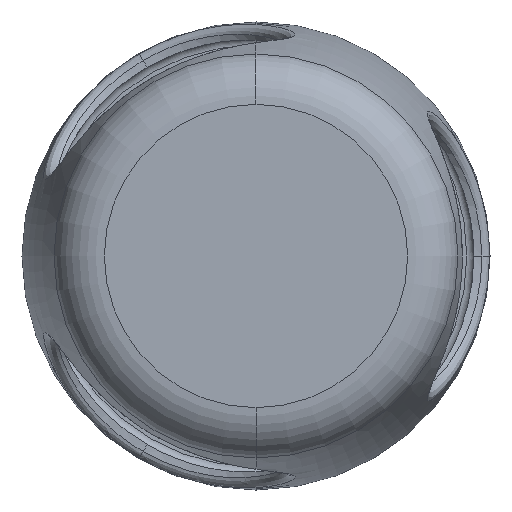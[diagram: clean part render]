
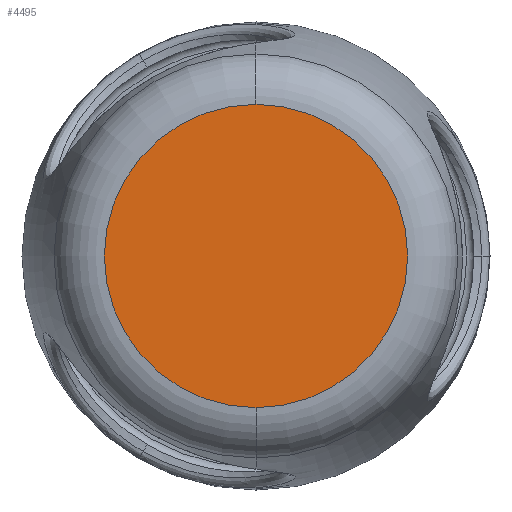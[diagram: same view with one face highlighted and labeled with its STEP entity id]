
A CAD part, left-side view. The second image highlights one B-rep face of the part: STEP entity #4495.
In plain terms, the highlighted face is planar.
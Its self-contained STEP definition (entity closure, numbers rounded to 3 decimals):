
#1007 = CARTESIAN_POINT ( 'NONE',  ( -84., -29.483, 0. ) ) ;
#1364 = CARTESIAN_POINT ( 'NONE',  ( -84., 0., 29.483 ) ) ;
#1408 = CIRCLE ( 'NONE', #8123, 29.483 ) ;
#1475 = AXIS2_PLACEMENT_3D ( 'NONE', #3147, #8825, #3960 ) ;
#1605 = EDGE_LOOP ( 'NONE', ( #4957, #6835 ) ) ;
#1832 = DIRECTION ( 'NONE',  ( 0., 0., -1. ) ) ;
#2015 = CARTESIAN_POINT ( 'NONE',  ( -84., 0., 0. ) ) ;
#2840 = DIRECTION ( 'NONE',  ( 0., 0., 1. ) ) ;
#3147 = CARTESIAN_POINT ( 'NONE',  ( -84., 0., 0. ) ) ;
#3960 = DIRECTION ( 'NONE',  ( 0., 0., 1. ) ) ;
#3995 = FACE_OUTER_BOUND ( 'NONE', #1605, .T. ) ;
#4495 = ADVANCED_FACE ( 'NONE', ( #3995 ), #6703, .T. ) ;
#4640 = EDGE_CURVE ( 'NONE', #10426, #7518, #1408, .T. ) ;
#4957 = ORIENTED_EDGE ( 'NONE', *, *, #4640, .F. ) ;
#5214 = EDGE_CURVE ( 'NONE', #7518, #10426, #10235, .T. ) ;
#5642 = CARTESIAN_POINT ( 'NONE',  ( -84., 0., -29.483 ) ) ;
#6703 = PLANE ( 'NONE',  #9416 ) ;
#6743 = DIRECTION ( 'NONE',  ( -1., 0., 0. ) ) ;
#6835 = ORIENTED_EDGE ( 'NONE', *, *, #5214, .F. ) ;
#7518 = VERTEX_POINT ( 'NONE', #5642 ) ;
#7732 = DIRECTION ( 'NONE',  ( 1., 0., 0. ) ) ;
#8123 = AXIS2_PLACEMENT_3D ( 'NONE', #2015, #7732, #2840 ) ;
#8825 = DIRECTION ( 'NONE',  ( 1., 0., 0. ) ) ;
#9416 = AXIS2_PLACEMENT_3D ( 'NONE', #1007, #6743, #1832 ) ;
#10235 = CIRCLE ( 'NONE', #1475, 29.483 ) ;
#10426 = VERTEX_POINT ( 'NONE', #1364 ) ;
